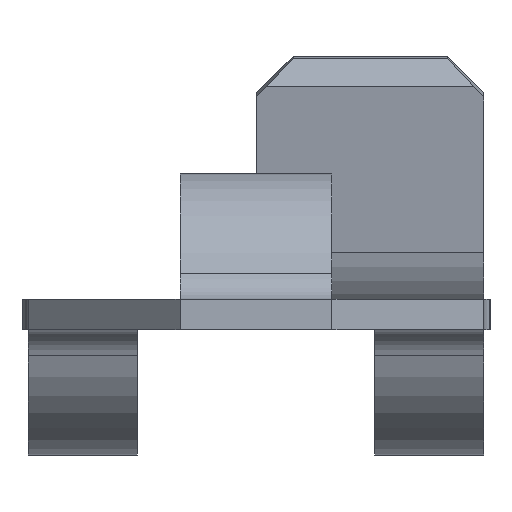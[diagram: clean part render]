
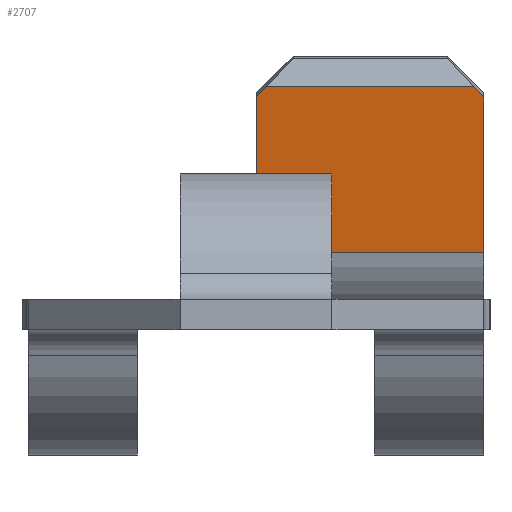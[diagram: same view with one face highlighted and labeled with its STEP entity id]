
A CAD part, left-side view. The second image highlights one B-rep face of the part: STEP entity #2707.
In plain terms, the highlighted planar face has unit normal (-0.989, 0, -0.151).
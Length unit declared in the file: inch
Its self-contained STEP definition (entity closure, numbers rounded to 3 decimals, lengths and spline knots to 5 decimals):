
#121 = ORIENTED_EDGE ( 'NONE', *, *, #2220, .T. ) ;
#353 = EDGE_LOOP ( 'NONE', ( #567, #4758, #5457, #121, #3203, #5044, #5895 ) ) ;
#389 = CARTESIAN_POINT ( 'NONE',  ( -0.0749, -0.0005, 0.06865 ) ) ;
#462 = EDGE_CURVE ( 'NONE', #1954, #9277, #8686, .T. ) ;
#567 = ORIENTED_EDGE ( 'NONE', *, *, #1919, .F. ) ;
#1065 = CARTESIAN_POINT ( 'NONE',  ( -0.07413, -0.1875, 0.06364 ) ) ;
#1266 = CARTESIAN_POINT ( 'NONE',  ( -0.07439, -0.0005, 0.06531 ) ) ;
#1372 = CARTESIAN_POINT ( 'NONE',  ( -0.0749, -0.0005, 0.06865 ) ) ;
#1455 = LINE ( 'NONE', #6546, #5929 ) ;
#1729 = FACE_OUTER_BOUND ( 'NONE', #353, .T. ) ;
#1780 = VERTEX_POINT ( 'NONE', #10361 ) ;
#1793 = VECTOR ( 'NONE', #6660, 39.37008 ) ;
#1919 = EDGE_CURVE ( 'NONE', #3730, #6011, #10530, .T. ) ;
#1954 = VERTEX_POINT ( 'NONE', #2145 ) ;
#1983 = CARTESIAN_POINT ( 'NONE',  ( -0.095, -0.0005, 0.19981 ) ) ;
#2039 = LINE ( 'NONE', #7489, #1793 ) ;
#2145 = CARTESIAN_POINT ( 'NONE',  ( -0.07413, -0.0005, 0.06364 ) ) ;
#2220 = EDGE_CURVE ( 'NONE', #4571, #9071, #1455, .T. ) ;
#2402 = DIRECTION ( 'NONE',  ( -0.151, 0., 0.988 ) ) ;
#2707 = ADVANCED_FACE ( 'NONE', ( #1729 ), #5740, .T. ) ;
#2836 = DIRECTION ( 'NONE',  ( 0.151, 0., -0.988 ) ) ;
#3130 = CARTESIAN_POINT ( 'NONE',  ( -0.095, -0.0005, 0.19981 ) ) ;
#3203 = ORIENTED_EDGE ( 'NONE', *, *, #10764, .T. ) ;
#3378 = CARTESIAN_POINT ( 'NONE',  ( -0.095, -0.0005, 0.19981 ) ) ;
#3730 = VERTEX_POINT ( 'NONE', #10618 ) ;
#4206 = VECTOR ( 'NONE', #10031, 39.37008 ) ;
#4571 = VERTEX_POINT ( 'NONE', #6878 ) ;
#4702 = AXIS2_PLACEMENT_3D ( 'NONE', #3130, #7403, #2402 ) ;
#4758 = ORIENTED_EDGE ( 'NONE', *, *, #4859, .T. ) ;
#4859 = EDGE_CURVE ( 'NONE', #3730, #1780, #5218, .T. ) ;
#4863 = DIRECTION ( 'NONE',  ( 0.107, 0.707, -0.699 ) ) ;
#5044 = ORIENTED_EDGE ( 'NONE', *, *, #462, .F. ) ;
#5218 = LINE ( 'NONE', #10718, #9671 ) ;
#5457 = ORIENTED_EDGE ( 'NONE', *, *, #7228, .F. ) ;
#5740 = PLANE ( 'NONE',  #4702 ) ;
#5832 = EDGE_CURVE ( 'NONE', #1954, #6011, #2039, .T. ) ;
#5895 = ORIENTED_EDGE ( 'NONE', *, *, #5832, .T. ) ;
#5929 = VECTOR ( 'NONE', #4863, 39.37008 ) ;
#6011 = VERTEX_POINT ( 'NONE', #1065 ) ;
#6202 = CARTESIAN_POINT ( 'NONE',  ( -0.07465, -0.0005, 0.06698 ) ) ;
#6282 = DIRECTION ( 'NONE',  ( 0.151, 0., -0.988 ) ) ;
#6401 = LINE ( 'NONE', #3378, #4206 ) ;
#6546 = CARTESIAN_POINT ( 'NONE',  ( -0.09437, -0.00467, 0.19569 ) ) ;
#6660 = DIRECTION ( 'NONE',  ( 0., -1., 0. ) ) ;
#6878 = CARTESIAN_POINT ( 'NONE',  ( -0.095, -0.00885, 0.19981 ) ) ;
#7228 = EDGE_CURVE ( 'NONE', #4571, #1780, #6401, .T. ) ;
#7403 = DIRECTION ( 'NONE',  ( -0.988, 0., -0.151 ) ) ;
#7489 = CARTESIAN_POINT ( 'NONE',  ( -0.07413, -0.0005, 0.06364 ) ) ;
#8215 = LINE ( 'NONE', #1983, #8495 ) ;
#8495 = VECTOR ( 'NONE', #2836, 39.37008 ) ;
#8540 = VECTOR ( 'NONE', #6282, 39.37008 ) ;
#8686 = B_SPLINE_CURVE_WITH_KNOTS ( 'NONE', 3,
 ( #10355, #1266, #6202, #389 ),
 .UNSPECIFIED., .F., .F.,
 ( 4, 4 ),
 ( 0., 0.00013 ),
 .UNSPECIFIED. ) ;
#8809 = CARTESIAN_POINT ( 'NONE',  ( -0.095, -0.1875, 0.19981 ) ) ;
#8999 = DIRECTION ( 'NONE',  ( -0.107, 0.707, 0.699 ) ) ;
#9071 = VERTEX_POINT ( 'NONE', #9353 ) ;
#9277 = VERTEX_POINT ( 'NONE', #1372 ) ;
#9353 = CARTESIAN_POINT ( 'NONE',  ( -0.09374, -0.0005, 0.19156 ) ) ;
#9671 = VECTOR ( 'NONE', #8999, 39.37008 ) ;
#10031 = DIRECTION ( 'NONE',  ( 0., -1., 0. ) ) ;
#10355 = CARTESIAN_POINT ( 'NONE',  ( -0.07413, -0.0005, 0.06364 ) ) ;
#10361 = CARTESIAN_POINT ( 'NONE',  ( -0.095, -0.17915, 0.19981 ) ) ;
#10530 = LINE ( 'NONE', #8809, #8540 ) ;
#10618 = CARTESIAN_POINT ( 'NONE',  ( -0.09374, -0.1875, 0.19156 ) ) ;
#10718 = CARTESIAN_POINT ( 'NONE',  ( -0.10853, -0.08983, 0.28811 ) ) ;
#10764 = EDGE_CURVE ( 'NONE', #9071, #9277, #8215, .T. ) ;
